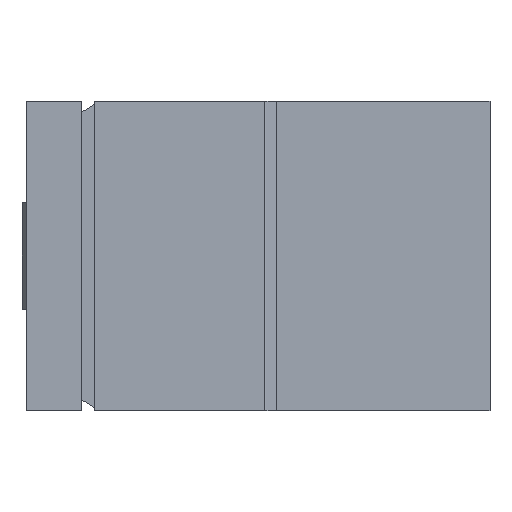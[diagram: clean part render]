
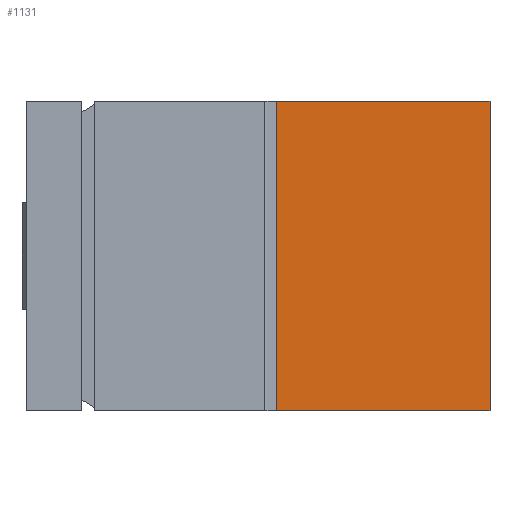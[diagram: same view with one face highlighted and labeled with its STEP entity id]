
A CAD part, front view. The second image highlights one B-rep face of the part: STEP entity #1131.
In plain terms, the highlighted planar face has unit normal (0, -1, 0).
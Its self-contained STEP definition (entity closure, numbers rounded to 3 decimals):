
#173=DIRECTION('',(0.,0.,1.));
#174=VECTOR('',#173,10.);
#175=CARTESIAN_POINT('',(0.2,0.,-5.));
#176=LINE('',#175,#174);
#177=DIRECTION('',(1.,0.,0.));
#178=VECTOR('',#177,6.9);
#179=CARTESIAN_POINT('',(0.2,0.,5.));
#180=LINE('',#179,#178);
#181=DIRECTION('',(0.,0.,-1.));
#182=VECTOR('',#181,10.);
#183=CARTESIAN_POINT('',(7.1,0.,5.));
#184=LINE('',#183,#182);
#185=DIRECTION('',(-1.,0.,0.));
#186=VECTOR('',#185,6.9);
#187=CARTESIAN_POINT('',(7.1,0.,-5.));
#188=LINE('',#187,#186);
#679=CARTESIAN_POINT('',(7.1,0.,5.));
#680=CARTESIAN_POINT('',(7.1,0.,-5.));
#681=VERTEX_POINT('',#679);
#682=VERTEX_POINT('',#680);
#711=CARTESIAN_POINT('',(0.2,0.,-5.));
#712=CARTESIAN_POINT('',(0.2,0.,5.));
#713=VERTEX_POINT('',#711);
#714=VERTEX_POINT('',#712);
#1118=CARTESIAN_POINT('',(0.,0.,0.));
#1119=DIRECTION('',(0.,1.,0.));
#1120=DIRECTION('',(1.,0.,0.));
#1121=AXIS2_PLACEMENT_3D('',#1118,#1119,#1120);
#1122=PLANE('',#1121);
#1124=ORIENTED_EDGE('',*,*,#1123,.T.);
#1125=ORIENTED_EDGE('',*,*,#1055,.T.);
#1126=ORIENTED_EDGE('',*,*,#1099,.T.);
#1128=ORIENTED_EDGE('',*,*,#1127,.T.);
#1129=EDGE_LOOP('',(#1124,#1125,#1126,#1128));
#1130=FACE_OUTER_BOUND('',#1129,.F.);
#1055=EDGE_CURVE('',#714,#681,#180,.T.);
#1099=EDGE_CURVE('',#681,#682,#184,.T.);
#1123=EDGE_CURVE('',#713,#714,#176,.T.);
#1127=EDGE_CURVE('',#682,#713,#188,.T.);
#1131=ADVANCED_FACE('',(#1130),#1122,.F.);
